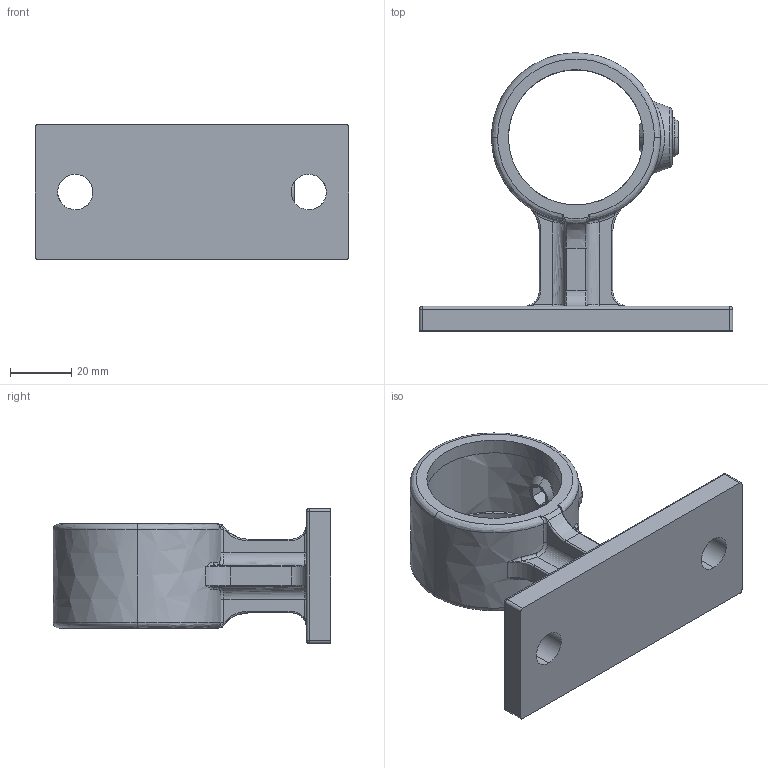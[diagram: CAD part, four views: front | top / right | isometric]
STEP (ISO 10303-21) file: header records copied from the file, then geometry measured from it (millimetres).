
FILE_DESCRIPTION (( 'STEP AP203' ), '1' );
FILE_NAME ('16143C.STEP', '2020-08-16T07:23:53', ( '' ), ( '' ), 'SwSTEP 2.0', 'SolidWorks 2018', '' );
FILE_SCHEMA (( 'CONFIG_CONTROL_DESIGN' ));
Length unit declared in the file: millimetre
Products named in the file (1): 16143C
Bounding box: 102 x 90.5 x 44 mm (x, y, z)
Volume: 70851.1 mm3; surface area: 26664.3 mm2
Topology: 2 solids, 2 shells, 160 faces, 394 edges, 224 vertices
Faces by surface type: bspline 160
Entity records: 10055 total; most frequent: CARTESIAN_POINT 7850, ORIENTED_EDGE 756, EDGE_CURVE 378, B_SPLINE_CURVE_WITH_KNOTS 226, VERTEX_POINT 224, EDGE_LOOP 172, FACE_OUTER_BOUND 160, ADVANCED_FACE 160
